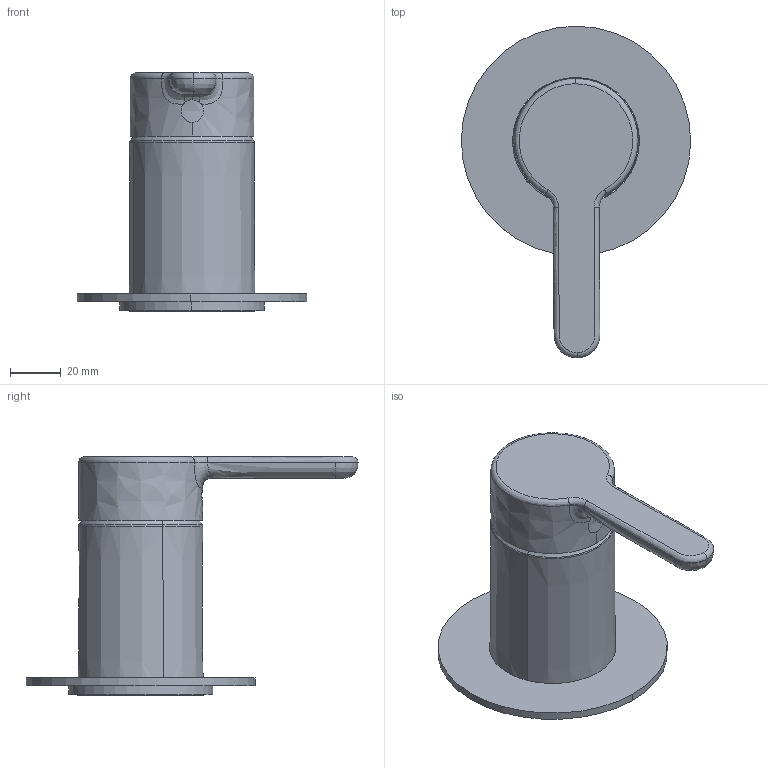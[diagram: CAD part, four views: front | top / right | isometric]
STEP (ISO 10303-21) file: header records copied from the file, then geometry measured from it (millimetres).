
FILE_DESCRIPTION (( 'STEP AP203' ), '1' );
FILE_NAME ('50699003.STEP', '2017-07-13T11:04:08', ( '' ), ( '' ), 'SwSTEP 2.0', 'SolidWorks 2016', '' );
FILE_SCHEMA (( 'CONFIG_CONTROL_DESIGN' ));
Length unit declared in the file: millimetre
Products named in the file (1): 50699003
Bounding box: 89.99 x 130.25 x 93.4 mm (x, y, z)
Volume: 208310.6 mm3; surface area: 35955.7 mm2
Topology: 3 solids, 3 shells, 41 faces, 89 edges, 55 vertices
Faces by surface type: bspline 21, plane 8, cylinder 6, cone 2, sphere 2, torus 2
Entity records: 3018 total; most frequent: CARTESIAN_POINT 2180, ORIENTED_EDGE 178, DIRECTION 115, EDGE_CURVE 89, VERTEX_POINT 55, AXIS2_PLACEMENT_3D 49, EDGE_LOOP 44, ADVANCED_FACE 41
